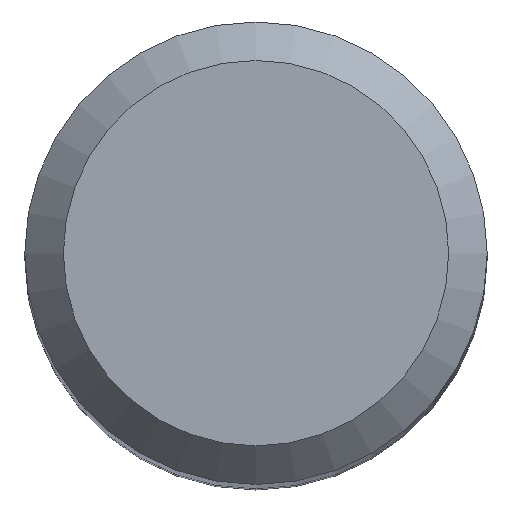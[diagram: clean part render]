
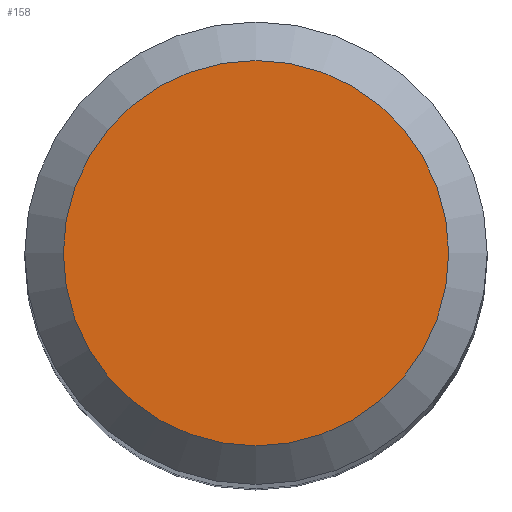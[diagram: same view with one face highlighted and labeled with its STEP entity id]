
A CAD part, top view. The second image highlights one B-rep face of the part: STEP entity #158.
In plain terms, the highlighted planar face has unit normal (0, 0, 1).
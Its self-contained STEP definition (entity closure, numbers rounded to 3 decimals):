
#6 = DIRECTION ( 'NONE',  ( 0., 0., -1. ) ) ;
#7 = AXIS2_PLACEMENT_3D ( 'NONE', #178, #6, #176 ) ;
#22 = FACE_OUTER_BOUND ( 'NONE', #157, .T. ) ;
#25 = CIRCLE ( 'NONE', #7, 5. ) ;
#60 = VERTEX_POINT ( 'NONE', #167 ) ;
#74 = DIRECTION ( 'NONE',  ( 0., 1., 0. ) ) ;
#96 = CARTESIAN_POINT ( 'NONE',  ( 0., 0., 83. ) ) ;
#130 = PLANE ( 'NONE',  #206 ) ;
#150 = EDGE_CURVE ( 'NONE', #60, #60, #25, .T. ) ;
#157 = EDGE_LOOP ( 'NONE', ( #185 ) ) ;
#158 = ADVANCED_FACE ( 'NONE', ( #22 ), #130, .F. ) ;
#162 = DIRECTION ( 'NONE',  ( 0., 0., -1. ) ) ;
#167 = CARTESIAN_POINT ( 'NONE',  ( 0., 5., 83. ) ) ;
#176 = DIRECTION ( 'NONE',  ( 0., 1., 0. ) ) ;
#178 = CARTESIAN_POINT ( 'NONE',  ( 0., 0., 83. ) ) ;
#185 = ORIENTED_EDGE ( 'NONE', *, *, #150, .F. ) ;
#206 = AXIS2_PLACEMENT_3D ( 'NONE', #96, #162, #74 ) ;
